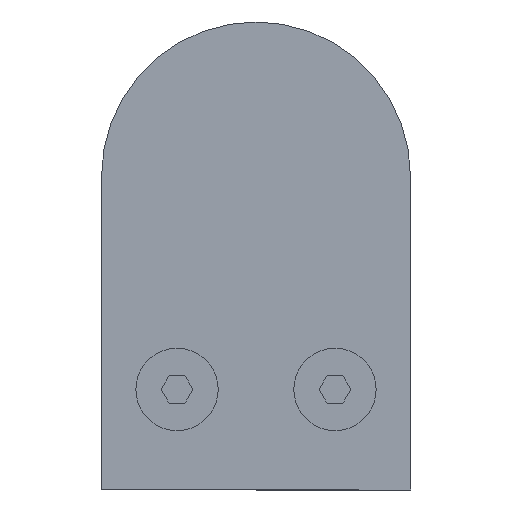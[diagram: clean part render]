
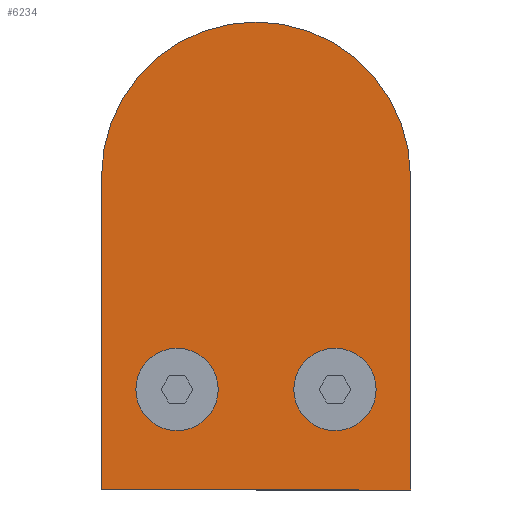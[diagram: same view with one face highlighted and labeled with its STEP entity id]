
A CAD part, front view. The second image highlights one B-rep face of the part: STEP entity #6234.
In plain terms, the highlighted face is planar.
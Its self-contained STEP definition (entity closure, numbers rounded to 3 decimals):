
#257 = AXIS2_PLACEMENT_3D ( 'NONE', #12682, #3874, #4861 ) ;
#296 = CARTESIAN_POINT ( 'NONE',  ( 11.5, 0., -18.5 ) ) ;
#499 = DIRECTION ( 'NONE',  ( 0., 1., 0. ) ) ;
#542 = EDGE_CURVE ( 'NONE', #2570, #976, #3255, .T. ) ;
#683 = CIRCLE ( 'NONE', #257, 6. ) ;
#976 = VERTEX_POINT ( 'NONE', #8103 ) ;
#1019 = CARTESIAN_POINT ( 'NONE',  ( -22.5, 0., 35. ) ) ;
#1087 = AXIS2_PLACEMENT_3D ( 'NONE', #296, #9422, #3303 ) ;
#1143 = CARTESIAN_POINT ( 'NONE',  ( 11.5, 0., -24.5 ) ) ;
#1251 = VERTEX_POINT ( 'NONE', #11538 ) ;
#1295 = CIRCLE ( 'NONE', #1087, 6. ) ;
#1386 = AXIS2_PLACEMENT_3D ( 'NONE', #10400, #499, #3502 ) ;
#1436 = ORIENTED_EDGE ( 'NONE', *, *, #542, .T. ) ;
#1577 = VERTEX_POINT ( 'NONE', #1143 ) ;
#2546 = LINE ( 'NONE', #1019, #4860 ) ;
#2570 = VERTEX_POINT ( 'NONE', #12126 ) ;
#2590 = CARTESIAN_POINT ( 'NONE',  ( -11.5, 0., -18.5 ) ) ;
#2806 = VERTEX_POINT ( 'NONE', #4579 ) ;
#2821 = ORIENTED_EDGE ( 'NONE', *, *, #7743, .T. ) ;
#3255 = CIRCLE ( 'NONE', #1386, 22.5 ) ;
#3257 = EDGE_CURVE ( 'NONE', #2806, #9622, #10532, .T. ) ;
#3303 = DIRECTION ( 'NONE',  ( 0., 0., -1. ) ) ;
#3502 = DIRECTION ( 'NONE',  ( 0., 0., 1. ) ) ;
#3592 = EDGE_LOOP ( 'NONE', ( #12535, #4765 ) ) ;
#3874 = DIRECTION ( 'NONE',  ( 0., -1., 0. ) ) ;
#3878 = CARTESIAN_POINT ( 'NONE',  ( -22.5, 0., -33.149 ) ) ;
#3911 = CIRCLE ( 'NONE', #5157, 22.5 ) ;
#3976 = LINE ( 'NONE', #11855, #6432 ) ;
#4293 = DIRECTION ( 'NONE',  ( 0., 0., -1. ) ) ;
#4353 = AXIS2_PLACEMENT_3D ( 'NONE', #4439, #6514, #8160 ) ;
#4439 = CARTESIAN_POINT ( 'NONE',  ( -22.5, 0., 35. ) ) ;
#4579 = CARTESIAN_POINT ( 'NONE',  ( -22.5, 0., -33.149 ) ) ;
#4595 = VERTEX_POINT ( 'NONE', #10165 ) ;
#4633 = EDGE_CURVE ( 'NONE', #7001, #2570, #3911, .T. ) ;
#4765 = ORIENTED_EDGE ( 'NONE', *, *, #12660, .T. ) ;
#4860 = VECTOR ( 'NONE', #5008, 1000. ) ;
#4861 = DIRECTION ( 'NONE',  ( 0., 0., -1. ) ) ;
#4949 = EDGE_CURVE ( 'NONE', #976, #9622, #3976, .T. ) ;
#5008 = DIRECTION ( 'NONE',  ( 0., 0., 1. ) ) ;
#5157 = AXIS2_PLACEMENT_3D ( 'NONE', #5949, #11931, #8018 ) ;
#5466 = EDGE_CURVE ( 'NONE', #10855, #1251, #10344, .T. ) ;
#5480 = FACE_BOUND ( 'NONE', #10276, .T. ) ;
#5538 = FACE_BOUND ( 'NONE', #3592, .T. ) ;
#5575 = AXIS2_PLACEMENT_3D ( 'NONE', #2590, #6561, #4293 ) ;
#5949 = CARTESIAN_POINT ( 'NONE',  ( 0., 0., 12.5 ) ) ;
#6234 = ADVANCED_FACE ( 'NONE', ( #9638, #5480, #5538 ), #12135, .T. ) ;
#6429 = CARTESIAN_POINT ( 'NONE',  ( -22.5, 0., 12.5 ) ) ;
#6432 = VECTOR ( 'NONE', #12110, 1000. ) ;
#6514 = DIRECTION ( 'NONE',  ( 0., 1., 0. ) ) ;
#6561 = DIRECTION ( 'NONE',  ( 0., -1., 0. ) ) ;
#7001 = VERTEX_POINT ( 'NONE', #6429 ) ;
#7033 = VECTOR ( 'NONE', #7841, 1000. ) ;
#7488 = ORIENTED_EDGE ( 'NONE', *, *, #4633, .T. ) ;
#7743 = EDGE_CURVE ( 'NONE', #2806, #7001, #2546, .T. ) ;
#7841 = DIRECTION ( 'NONE',  ( 1., 0., 0. ) ) ;
#8018 = DIRECTION ( 'NONE',  ( 0., 0., 1. ) ) ;
#8103 = CARTESIAN_POINT ( 'NONE',  ( 22.5, 0., 12.5 ) ) ;
#8121 = EDGE_CURVE ( 'NONE', #1251, #10855, #683, .T. ) ;
#8160 = DIRECTION ( 'NONE',  ( 0., 0., 1. ) ) ;
#8221 = CIRCLE ( 'NONE', #8423, 6. ) ;
#8292 = DIRECTION ( 'NONE',  ( 0., -1., 0. ) ) ;
#8423 = AXIS2_PLACEMENT_3D ( 'NONE', #10251, #8292, #10308 ) ;
#8960 = ORIENTED_EDGE ( 'NONE', *, *, #5466, .T. ) ;
#9225 = CARTESIAN_POINT ( 'NONE',  ( 22.5, 0., -33.149 ) ) ;
#9422 = DIRECTION ( 'NONE',  ( 0., -1., 0. ) ) ;
#9614 = EDGE_CURVE ( 'NONE', #1577, #4595, #1295, .T. ) ;
#9622 = VERTEX_POINT ( 'NONE', #9225 ) ;
#9638 = FACE_OUTER_BOUND ( 'NONE', #11664, .T. ) ;
#10165 = CARTESIAN_POINT ( 'NONE',  ( 11.5, 0., -12.5 ) ) ;
#10220 = CARTESIAN_POINT ( 'NONE',  ( -11.5, 0., -24.5 ) ) ;
#10251 = CARTESIAN_POINT ( 'NONE',  ( 11.5, 0., -18.5 ) ) ;
#10276 = EDGE_LOOP ( 'NONE', ( #8960, #10692 ) ) ;
#10308 = DIRECTION ( 'NONE',  ( 0., 0., -1. ) ) ;
#10344 = CIRCLE ( 'NONE', #5575, 6. ) ;
#10400 = CARTESIAN_POINT ( 'NONE',  ( 0., 0., 12.5 ) ) ;
#10532 = LINE ( 'NONE', #3878, #7033 ) ;
#10692 = ORIENTED_EDGE ( 'NONE', *, *, #8121, .T. ) ;
#10855 = VERTEX_POINT ( 'NONE', #10220 ) ;
#11538 = CARTESIAN_POINT ( 'NONE',  ( -11.5, 0., -12.5 ) ) ;
#11664 = EDGE_LOOP ( 'NONE', ( #11681, #2821, #7488, #1436, #11844 ) ) ;
#11681 = ORIENTED_EDGE ( 'NONE', *, *, #3257, .F. ) ;
#11844 = ORIENTED_EDGE ( 'NONE', *, *, #4949, .T. ) ;
#11855 = CARTESIAN_POINT ( 'NONE',  ( 22.5, 0., 35. ) ) ;
#11931 = DIRECTION ( 'NONE',  ( 0., 1., 0. ) ) ;
#12110 = DIRECTION ( 'NONE',  ( 0., 0., -1. ) ) ;
#12126 = CARTESIAN_POINT ( 'NONE',  ( 0., 0., 35. ) ) ;
#12135 = PLANE ( 'NONE',  #4353 ) ;
#12535 = ORIENTED_EDGE ( 'NONE', *, *, #9614, .T. ) ;
#12660 = EDGE_CURVE ( 'NONE', #4595, #1577, #8221, .T. ) ;
#12682 = CARTESIAN_POINT ( 'NONE',  ( -11.5, 0., -18.5 ) ) ;
